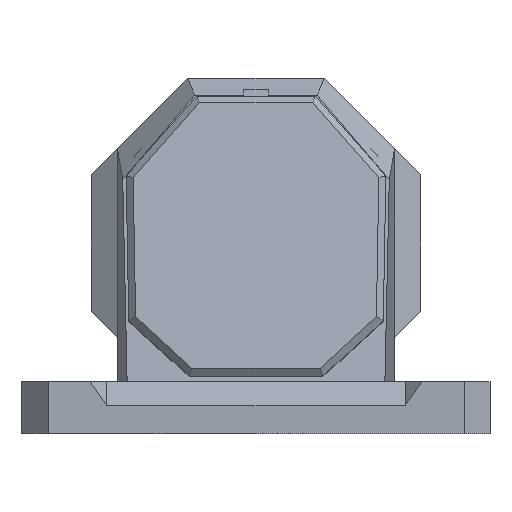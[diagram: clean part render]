
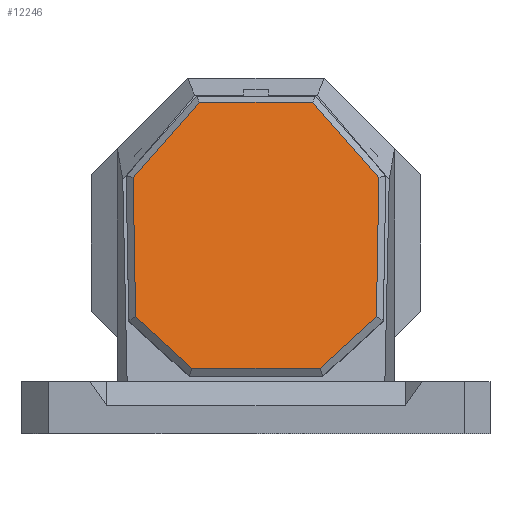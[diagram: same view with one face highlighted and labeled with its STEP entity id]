
A CAD part, front view. The second image highlights one B-rep face of the part: STEP entity #12246.
In plain terms, the highlighted face is planar.
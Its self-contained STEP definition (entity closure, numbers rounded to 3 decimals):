
#7687=DIRECTION('',(-0.682,0.,0.731));
#7688=VECTOR('',#7687,22.169);
#7689=CARTESIAN_POINT('',(38.95,0.,18.512));
#7690=LINE('',#7689,#7688);
#7694=DIRECTION('',(0.,0.,1.));
#7695=VECTOR('',#7694,37.024);
#7696=CARTESIAN_POINT('',(38.95,0.,-18.512));
#7697=LINE('',#7696,#7695);
#7701=DIRECTION('',(0.682,0.,0.731));
#7702=VECTOR('',#7701,22.169);
#7703=CARTESIAN_POINT('',(23.831,0.,-34.726));
#7704=LINE('',#7703,#7702);
#7708=DIRECTION('',(1.,0.,0.017));
#7709=VECTOR('',#7708,40.759);
#7710=CARTESIAN_POINT('',(-16.922,0.,-35.437));
#7711=LINE('',#7710,#7709);
#7715=DIRECTION('',(0.755,0.,-0.656));
#7716=VECTOR('',#7715,29.187);
#7717=CARTESIAN_POINT('',(-38.95,0.,-16.289));
#7718=LINE('',#7717,#7716);
#7722=DIRECTION('',(0.,0.,-1.));
#7723=VECTOR('',#7722,32.577);
#7724=CARTESIAN_POINT('',(-38.95,0.,16.289));
#7725=LINE('',#7724,#7723);
#7729=DIRECTION('',(-0.755,0.,-0.656));
#7730=VECTOR('',#7729,29.187);
#7731=CARTESIAN_POINT('',(-16.922,0.,35.437));
#7732=LINE('',#7731,#7730);
#7736=DIRECTION('',(-1.,0.,0.017));
#7737=VECTOR('',#7736,40.759);
#7738=CARTESIAN_POINT('',(23.831,0.,34.726));
#7739=LINE('',#7738,#7737);
#12195=CARTESIAN_POINT('',(38.95,0.,18.512));
#12196=CARTESIAN_POINT('',(23.831,0.,34.726));
#12197=VERTEX_POINT('',#12195);
#12198=VERTEX_POINT('',#12196);
#12199=CARTESIAN_POINT('',(-16.922,0.,35.437));
#12200=VERTEX_POINT('',#12199);
#12203=CARTESIAN_POINT('',(-38.95,0.,16.289));
#12204=VERTEX_POINT('',#12203);
#12209=CARTESIAN_POINT('',(-38.95,0.,-16.289));
#12210=VERTEX_POINT('',#12209);
#12213=CARTESIAN_POINT('',(-16.922,0.,-35.437));
#12214=VERTEX_POINT('',#12213);
#12217=CARTESIAN_POINT('',(23.831,0.,-34.726));
#12218=VERTEX_POINT('',#12217);
#12219=CARTESIAN_POINT('',(38.95,0.,-18.512));
#12220=VERTEX_POINT('',#12219);
#12223=CARTESIAN_POINT('',(0.,0.,0.));
#12224=DIRECTION('',(0.,1.,0.));
#12225=DIRECTION('',(1.,0.,0.));
#12226=AXIS2_PLACEMENT_3D('',#12223,#12224,#12225);
#12227=PLANE('',#12226);
#12229=ORIENTED_EDGE('',*,*,#12228,.F.);
#12231=ORIENTED_EDGE('',*,*,#12230,.F.);
#12233=ORIENTED_EDGE('',*,*,#12232,.F.);
#12235=ORIENTED_EDGE('',*,*,#12234,.F.);
#12237=ORIENTED_EDGE('',*,*,#12236,.F.);
#12239=ORIENTED_EDGE('',*,*,#12238,.F.);
#12241=ORIENTED_EDGE('',*,*,#12240,.F.);
#12243=ORIENTED_EDGE('',*,*,#12242,.F.);
#12244=EDGE_LOOP('',(#12229,#12231,#12233,#12235,#12237,#12239,#12241,#12243));
#12245=FACE_OUTER_BOUND('',#12244,.F.);
#12246=ADVANCED_FACE('',(#12245),#12227,.F.);
#12228=EDGE_CURVE('',#12197,#12198,#7690,.T.);
#12230=EDGE_CURVE('',#12220,#12197,#7697,.T.);
#12232=EDGE_CURVE('',#12218,#12220,#7704,.T.);
#12234=EDGE_CURVE('',#12214,#12218,#7711,.T.);
#12236=EDGE_CURVE('',#12210,#12214,#7718,.T.);
#12238=EDGE_CURVE('',#12204,#12210,#7725,.T.);
#12240=EDGE_CURVE('',#12200,#12204,#7732,.T.);
#12242=EDGE_CURVE('',#12198,#12200,#7739,.T.);
